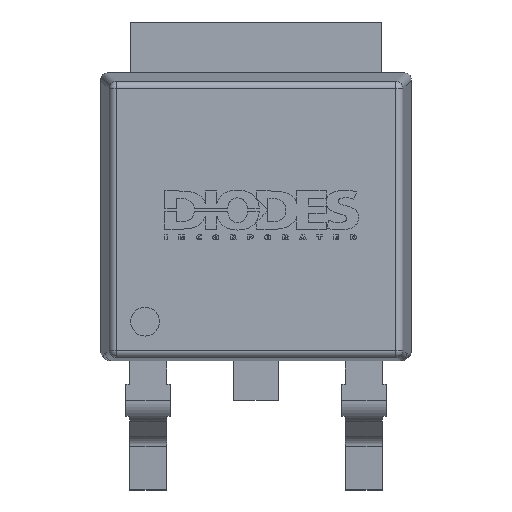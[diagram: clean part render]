
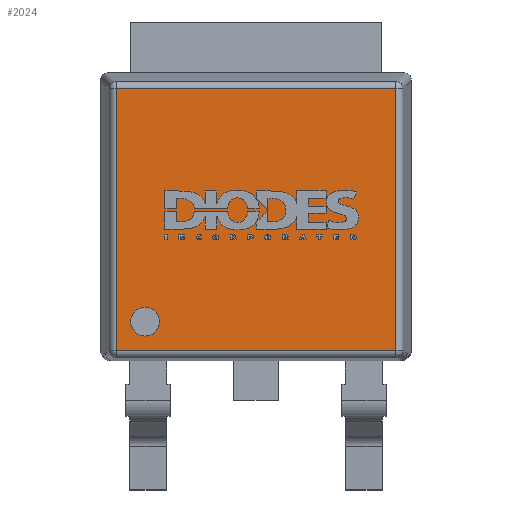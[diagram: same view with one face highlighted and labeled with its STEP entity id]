
A CAD part, top view. The second image highlights one B-rep face of the part: STEP entity #2024.
In plain terms, the highlighted planar face has unit normal (0, 0, 1).
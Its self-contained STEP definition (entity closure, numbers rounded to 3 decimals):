
#690 = ORIENTED_EDGE ( 'NONE', *, *, #9878, .T. ) ;
#1025 = LINE ( 'NONE', #8207, #1952 ) ;
#1301 = ORIENTED_EDGE ( 'NONE', *, *, #4362, .T. ) ;
#1394 = CARTESIAN_POINT ( 'NONE',  ( -2.655, -2.22, 1.195 ) ) ;
#1445 = CIRCLE ( 'NONE', #10574, 0.305 ) ;
#1714 = LINE ( 'NONE', #4849, #4679 ) ;
#1949 = ORIENTED_EDGE ( 'NONE', *, *, #7922, .F. ) ;
#1952 = VECTOR ( 'NONE', #10075, 1000. ) ;
#1974 = CARTESIAN_POINT ( 'NONE',  ( -2.96, 2.72, 1.195 ) ) ;
#2024 = ADVANCED_FACE ( 'NONE', ( #12384, #4198 ), #3124, .T. ) ;
#2267 = DIRECTION ( 'NONE',  ( 0., 0., 1. ) ) ;
#2322 = DIRECTION ( 'NONE',  ( 0., 0., 1. ) ) ;
#2522 = CARTESIAN_POINT ( 'NONE',  ( -2.045, -2.22, 1.195 ) ) ;
#2585 = CARTESIAN_POINT ( 'NONE',  ( 2.96, 2.855, 1.195 ) ) ;
#3124 = PLANE ( 'NONE',  #6932 ) ;
#3743 = DIRECTION ( 'NONE',  ( 0., 0., 1. ) ) ;
#4000 = EDGE_CURVE ( 'NONE', #7472, #10371, #1445, .T. ) ;
#4198 = FACE_OUTER_BOUND ( 'NONE', #10023, .T. ) ;
#4362 = EDGE_CURVE ( 'NONE', #8098, #10063, #1714, .T. ) ;
#4679 = VECTOR ( 'NONE', #9830, 1000. ) ;
#4849 = CARTESIAN_POINT ( 'NONE',  ( -2.96, -2.965, 1.195 ) ) ;
#4906 = ORIENTED_EDGE ( 'NONE', *, *, #4000, .F. ) ;
#5732 = AXIS2_PLACEMENT_3D ( 'NONE', #6309, #2322, #10356 ) ;
#5993 = VECTOR ( 'NONE', #10923, 1000. ) ;
#6309 = CARTESIAN_POINT ( 'NONE',  ( -2.35, -2.22, 1.195 ) ) ;
#6351 = EDGE_CURVE ( 'NONE', #7133, #8098, #7773, .T. ) ;
#6514 = VERTEX_POINT ( 'NONE', #11186 ) ;
#6932 = AXIS2_PLACEMENT_3D ( 'NONE', #11370, #2267, #10365 ) ;
#7133 = VERTEX_POINT ( 'NONE', #8046 ) ;
#7472 = VERTEX_POINT ( 'NONE', #1394 ) ;
#7614 = LINE ( 'NONE', #2585, #11917 ) ;
#7773 = LINE ( 'NONE', #9851, #5993 ) ;
#7783 = DIRECTION ( 'NONE',  ( 1., 0., 0. ) ) ;
#7922 = EDGE_CURVE ( 'NONE', #10371, #7472, #9760, .T. ) ;
#8046 = CARTESIAN_POINT ( 'NONE',  ( 2.96, 2.72, 1.195 ) ) ;
#8098 = VERTEX_POINT ( 'NONE', #1974 ) ;
#8207 = CARTESIAN_POINT ( 'NONE',  ( 3.095, -2.83, 1.195 ) ) ;
#8480 = DIRECTION ( 'NONE',  ( 0., 1., 0. ) ) ;
#8797 = CARTESIAN_POINT ( 'NONE',  ( -2.96, -2.83, 1.195 ) ) ;
#9760 = CIRCLE ( 'NONE', #5732, 0.305 ) ;
#9830 = DIRECTION ( 'NONE',  ( 0., -1., 0. ) ) ;
#9851 = CARTESIAN_POINT ( 'NONE',  ( -3.095, 2.72, 1.195 ) ) ;
#9878 = EDGE_CURVE ( 'NONE', #10063, #6514, #1025, .T. ) ;
#9907 = EDGE_LOOP ( 'NONE', ( #1949, #4906 ) ) ;
#9997 = ORIENTED_EDGE ( 'NONE', *, *, #10416, .T. ) ;
#10023 = EDGE_LOOP ( 'NONE', ( #1301, #690, #9997, #10840 ) ) ;
#10063 = VERTEX_POINT ( 'NONE', #8797 ) ;
#10075 = DIRECTION ( 'NONE',  ( 1., 0., 0. ) ) ;
#10356 = DIRECTION ( 'NONE',  ( 1., 0., 0. ) ) ;
#10365 = DIRECTION ( 'NONE',  ( 1., 0., 0. ) ) ;
#10371 = VERTEX_POINT ( 'NONE', #2522 ) ;
#10416 = EDGE_CURVE ( 'NONE', #6514, #7133, #7614, .T. ) ;
#10574 = AXIS2_PLACEMENT_3D ( 'NONE', #12860, #3743, #7783 ) ;
#10840 = ORIENTED_EDGE ( 'NONE', *, *, #6351, .T. ) ;
#10923 = DIRECTION ( 'NONE',  ( -1., 0., 0. ) ) ;
#11186 = CARTESIAN_POINT ( 'NONE',  ( 2.96, -2.83, 1.195 ) ) ;
#11370 = CARTESIAN_POINT ( 'NONE',  ( 0., 0., 1.195 ) ) ;
#11917 = VECTOR ( 'NONE', #8480, 1000. ) ;
#12384 = FACE_BOUND ( 'NONE', #9907, .T. ) ;
#12860 = CARTESIAN_POINT ( 'NONE',  ( -2.35, -2.22, 1.195 ) ) ;
